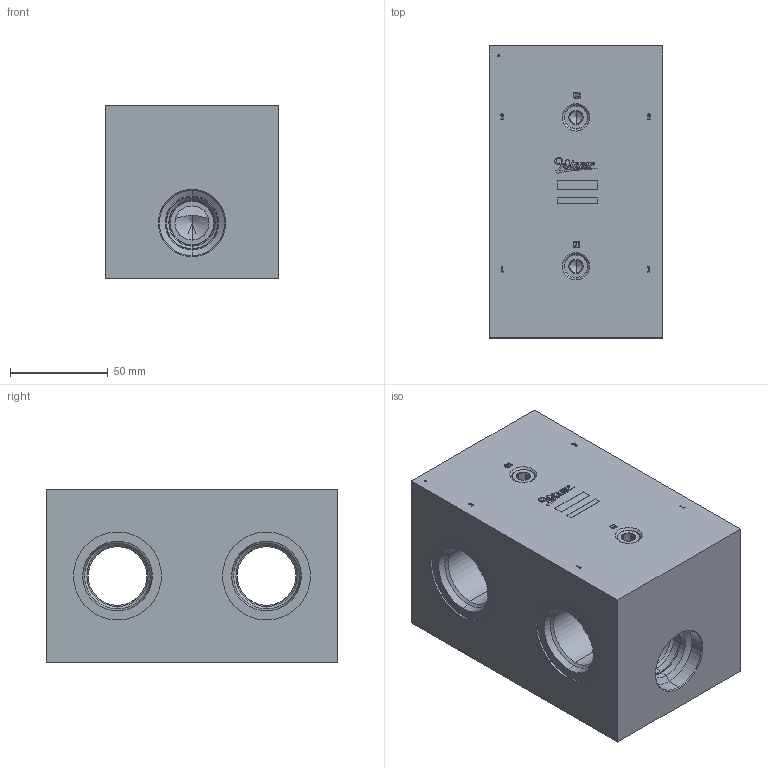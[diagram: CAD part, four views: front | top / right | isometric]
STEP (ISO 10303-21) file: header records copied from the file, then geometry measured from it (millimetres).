
FILE_DESCRIPTION (( 'STEP AP203' ), '1' );
FILE_NAME ('ML-120-RDH-3A2-3A2-S16G-Z02.STEP', '2026-02-26T05:23:08', ( '' ), ( '' ), 'SwSTEP 2.0', 'SolidWorks 2018', '' );
FILE_SCHEMA (( 'CONFIG_CONTROL_DESIGN' ));
Length unit declared in the file: millimetre
Products named in the file (3): 5DBA02A001; 6EF120RDHS16A001; ML-120-RDH-3A2-3A2-S16G-Z02
Assembly tree (3 placements, depth 2):
  ML-120-RDH-3A2-3A2-S16G-Z02
    5DBA02A001  x2
    6EF120RDHS16A001
Bounding box: 88.9 x 149.2 x 88.9 mm (x, y, z)
Volume: 957343.5 mm3; surface area: 97638.7 mm2
Topology: 3 solids, 3 shells, 631 faces, 1708 edges, 1091 vertices
Faces by surface type: cylinder 203, plane 169, bspline 137, cone 118, torus 4
Entity records: 26493 total; most frequent: CARTESIAN_POINT 12045, ORIENTED_EDGE 3172, DIRECTION 2631, EDGE_CURVE 1586, VERTEX_POINT 1025, AXIS2_PLACEMENT_3D 925, VECTOR 781, LINE 781
